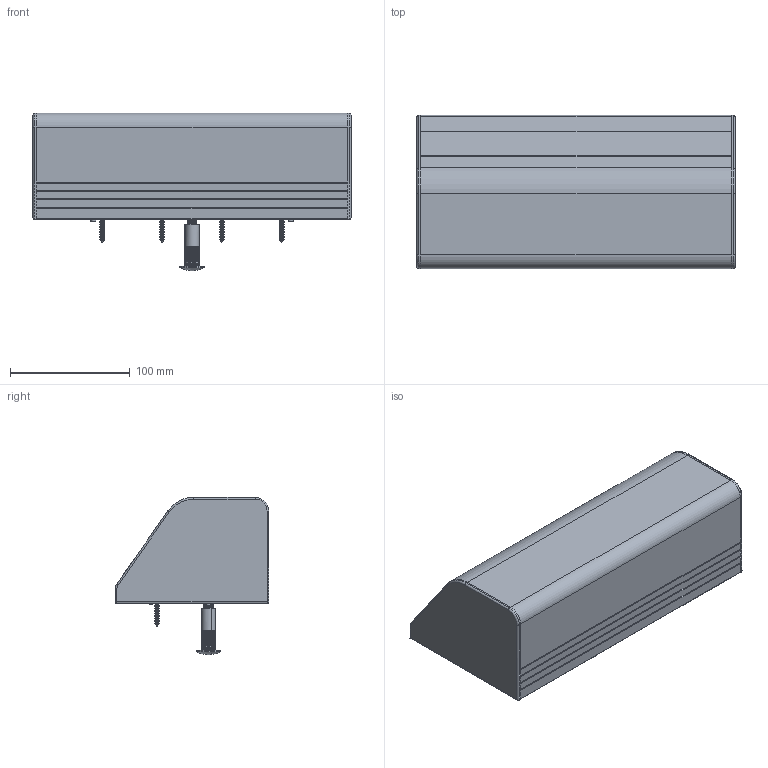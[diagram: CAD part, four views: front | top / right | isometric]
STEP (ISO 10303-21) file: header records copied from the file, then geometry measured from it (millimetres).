
FILE_DESCRIPTION (( 'STEP AP214' ), '1' );
FILE_NAME ('EXT400CTCNFP.step', '2021-07-29T14:17:17', ( '' ), ( '' ), 'SwSTEP 2.0', 'SolidWorks 2020', '' );
FILE_SCHEMA (( 'AUTOMOTIVE_DESIGN' ));
Length unit declared in the file: millimetre
Products named in the file (16): Group2; Tapping screw DIN 7982-ST4.2x25-C-H-S-1; Tapping screw DIN 7982-ST4.2x25-C-H-S-2; DIN7500 C - M4 x 6 - Z --- 6S-2; FP0099-WASHER M8-2; Tapping screw DIN 7982-ST4.2x25-C-H-S-4; Group3; Group1; EXT400CTCNFP; ISO 4762 M6 x 40 --- 24S-2; FP0100-JOINT M8-1; Tapping screw DIN 7982-ST4.2x25-C-H-S-3; FP0097-SCREW LOW PROFILE HEAD M8 x35-1; ISO 4762 M6 x 40 --- 24S-1; FP0098-MUSHROOM NUT-1; FP0099-WASHER M8-1
Assembly tree (15 placements, depth 2):
  EXT400CTCNFP
    Group1
    Group2
    Group3
    ISO 4762 M6 x 40 --- 24S-1
    FP0098-MUSHROOM NUT-1
    FP0100-JOINT M8-1
    FP0097-SCREW LOW PROFILE HEAD M8 x35-1
    FP0099-WASHER M8-1
    FP0099-WASHER M8-2
    Tapping screw DIN 7982-ST4.2x25-C-H-S-3
    Tapping screw DIN 7982-ST4.2x25-C-H-S-1
    Tapping screw DIN 7982-ST4.2x25-C-H-S-4
    Tapping screw DIN 7982-ST4.2x25-C-H-S-2
    DIN7500 C - M4 x 6 - Z --- 6S-2
    ISO 4762 M6 x 40 --- 24S-2
Bounding box: 266 x 128.5 x 131.7 mm (x, y, z)
Volume: 736369.8 mm3; surface area: 342897.1 mm2
Topology: 15 solids, 16 shells, 1885 faces, 4586 edges, 2683 vertices
Faces by surface type: cone 668, plane 562, cylinder 559, torus 80, sphere 16
Entity records: 61283 total; most frequent: DIRECTION 10248, CARTESIAN_POINT 9962, ORIENTED_EDGE 9088, EDGE_CURVE 4544, AXIS2_PLACEMENT_3D 3933, VERTEX_POINT 2671, LINE 2382, VECTOR 2382
